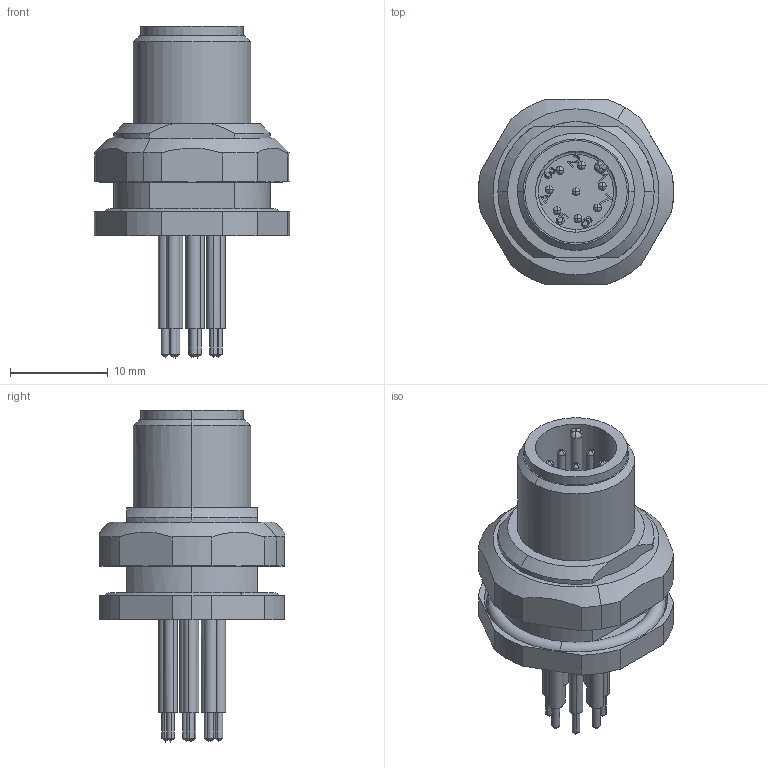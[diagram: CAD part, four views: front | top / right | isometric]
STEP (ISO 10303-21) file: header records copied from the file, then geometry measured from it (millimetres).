
FILE_DESCRIPTION(('CATIA V5R24 STEP','CAx-IF Rec.Pracs.--- Model Styling and Organization---1.2---2011-12-15'),'2;1');
FILE_NAME ('D1461765_0_2421800000_2421800000.stp','2017-04-21T05:52:56+00:00',('none'),('Weidmueller'),'CATIA Version 5-6 Release 2014 SP4 HF52','CATIA V5 STEP AP214','none');
FILE_SCHEMA(('AUTOMOTIVE_DESIGN { 1 0 10303 214 1 1 1 1 }'));
Length unit declared in the file: millimetre
Products named in the file (1): v5-standard_part
Bounding box: 20 x 19 x 34 mm (x, y, z)
Volume: 3145.8 mm3; surface area: 4231.9 mm2
Topology: 1 solids, 2 shells, 400 faces, 1122 edges, 720 vertices
Faces by surface type: cylinder 123, plane 112, bspline 78, cone 42, sphere 32, torus 13
Entity records: 14763 total; most frequent: CARTESIAN_POINT 5329, ORIENTED_EDGE 2148, DIRECTION 1288, EDGE_CURVE 1074, VERTEX_POINT 720, AXIS2_PLACEMENT_3D 595, EDGE_LOOP 448, B_SPLINE_CURVE_WITH_KNOTS 430
